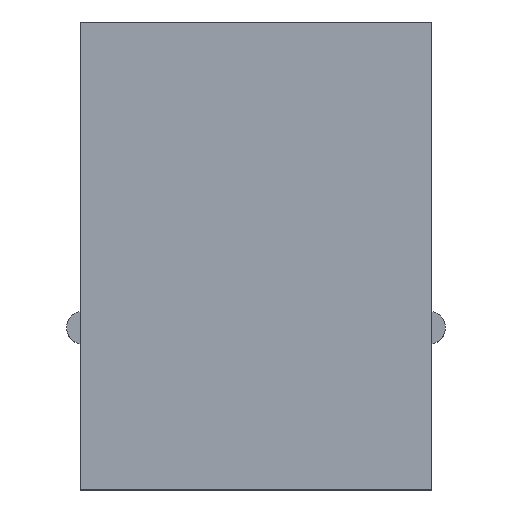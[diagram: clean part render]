
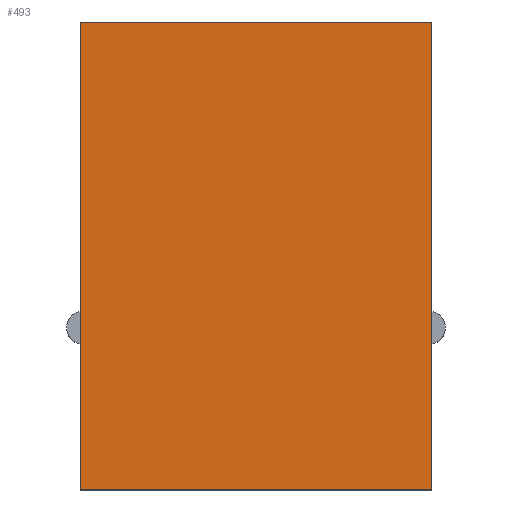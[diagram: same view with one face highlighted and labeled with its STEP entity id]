
A CAD part, top view. The second image highlights one B-rep face of the part: STEP entity #493.
In plain terms, the highlighted planar face has unit normal (0, 0, 1).
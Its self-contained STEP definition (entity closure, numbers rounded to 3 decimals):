
#179 = VERTEX_POINT('',#180);
#180 = CARTESIAN_POINT('',(-13.715,19.74,13.55));
#187 = PLANE('',#188);
#188 = AXIS2_PLACEMENT_3D('',#189,#190,#191);
#189 = CARTESIAN_POINT('',(-13.715,19.74,0.));
#190 = DIRECTION('',(0.,1.,0.));
#191 = DIRECTION('',(1.,0.,0.));
#199 = PLANE('',#200);
#200 = AXIS2_PLACEMENT_3D('',#201,#202,#203);
#201 = CARTESIAN_POINT('',(-13.715,-1.56,0.));
#202 = DIRECTION('',(-1.,0.,0.));
#203 = DIRECTION('',(0.,1.,0.));
#211 = EDGE_CURVE('',#179,#212,#214,.T.);
#212 = VERTEX_POINT('',#213);
#213 = CARTESIAN_POINT('',(2.285,19.74,13.55));
#214 = SURFACE_CURVE('',#215,(#219,#226),.PCURVE_S1.);
#215 = LINE('',#216,#217);
#216 = CARTESIAN_POINT('',(-13.715,19.74,13.55));
#217 = VECTOR('',#218,1.);
#218 = DIRECTION('',(1.,0.,0.));
#219 = PCURVE('',#187,#220);
#220 = DEFINITIONAL_REPRESENTATION('',(#221),#225);
#221 = LINE('',#222,#223);
#222 = CARTESIAN_POINT('',(0.,-13.55));
#223 = VECTOR('',#224,1.);
#224 = DIRECTION('',(1.,0.));
#225 = ( GEOMETRIC_REPRESENTATION_CONTEXT(2) 
PARAMETRIC_REPRESENTATION_CONTEXT() REPRESENTATION_CONTEXT('2D SPACE',''
  ) );
#226 = PCURVE('',#227,#232);
#227 = PLANE('',#228);
#228 = AXIS2_PLACEMENT_3D('',#229,#230,#231);
#229 = CARTESIAN_POINT('',(-5.715,9.09,13.55));
#230 = DIRECTION('',(0.,0.,-1.));
#231 = DIRECTION('',(0.,-1.,0.));
#232 = DEFINITIONAL_REPRESENTATION('',(#233),#237);
#233 = LINE('',#234,#235);
#234 = CARTESIAN_POINT('',(-10.65,8.));
#235 = VECTOR('',#236,1.);
#236 = DIRECTION('',(0.,-1.));
#237 = ( GEOMETRIC_REPRESENTATION_CONTEXT(2) 
PARAMETRIC_REPRESENTATION_CONTEXT() REPRESENTATION_CONTEXT('2D SPACE',''
  ) );
#255 = PLANE('',#256);
#256 = AXIS2_PLACEMENT_3D('',#257,#258,#259);
#257 = CARTESIAN_POINT('',(2.285,19.74,0.));
#258 = DIRECTION('',(1.,0.,-0.));
#259 = DIRECTION('',(0.,-1.,0.));
#297 = EDGE_CURVE('',#212,#298,#300,.T.);
#298 = VERTEX_POINT('',#299);
#299 = CARTESIAN_POINT('',(2.285,-1.56,13.55));
#300 = SURFACE_CURVE('',#301,(#305,#312),.PCURVE_S1.);
#301 = LINE('',#302,#303);
#302 = CARTESIAN_POINT('',(2.285,19.74,13.55));
#303 = VECTOR('',#304,1.);
#304 = DIRECTION('',(0.,-1.,0.));
#305 = PCURVE('',#255,#306);
#306 = DEFINITIONAL_REPRESENTATION('',(#307),#311);
#307 = LINE('',#308,#309);
#308 = CARTESIAN_POINT('',(0.,-13.55));
#309 = VECTOR('',#310,1.);
#310 = DIRECTION('',(1.,0.));
#311 = ( GEOMETRIC_REPRESENTATION_CONTEXT(2) 
PARAMETRIC_REPRESENTATION_CONTEXT() REPRESENTATION_CONTEXT('2D SPACE',''
  ) );
#312 = PCURVE('',#227,#313);
#313 = DEFINITIONAL_REPRESENTATION('',(#314),#318);
#314 = LINE('',#315,#316);
#315 = CARTESIAN_POINT('',(-10.65,-8.));
#316 = VECTOR('',#317,1.);
#317 = DIRECTION('',(1.,0.));
#318 = ( GEOMETRIC_REPRESENTATION_CONTEXT(2) 
PARAMETRIC_REPRESENTATION_CONTEXT() REPRESENTATION_CONTEXT('2D SPACE',''
  ) );
#336 = PLANE('',#337);
#337 = AXIS2_PLACEMENT_3D('',#338,#339,#340);
#338 = CARTESIAN_POINT('',(2.285,-1.56,0.));
#339 = DIRECTION('',(0.,-1.,0.));
#340 = DIRECTION('',(-1.,0.,0.));
#373 = EDGE_CURVE('',#298,#374,#376,.T.);
#374 = VERTEX_POINT('',#375);
#375 = CARTESIAN_POINT('',(-13.715,-1.56,13.55));
#376 = SURFACE_CURVE('',#377,(#381,#388),.PCURVE_S1.);
#377 = LINE('',#378,#379);
#378 = CARTESIAN_POINT('',(2.285,-1.56,13.55));
#379 = VECTOR('',#380,1.);
#380 = DIRECTION('',(-1.,0.,0.));
#381 = PCURVE('',#336,#382);
#382 = DEFINITIONAL_REPRESENTATION('',(#383),#387);
#383 = LINE('',#384,#385);
#384 = CARTESIAN_POINT('',(0.,-13.55));
#385 = VECTOR('',#386,1.);
#386 = DIRECTION('',(1.,0.));
#387 = ( GEOMETRIC_REPRESENTATION_CONTEXT(2) 
PARAMETRIC_REPRESENTATION_CONTEXT() REPRESENTATION_CONTEXT('2D SPACE',''
  ) );
#388 = PCURVE('',#227,#389);
#389 = DEFINITIONAL_REPRESENTATION('',(#390),#394);
#390 = LINE('',#391,#392);
#391 = CARTESIAN_POINT('',(10.65,-8.));
#392 = VECTOR('',#393,1.);
#393 = DIRECTION('',(0.,1.));
#394 = ( GEOMETRIC_REPRESENTATION_CONTEXT(2) 
PARAMETRIC_REPRESENTATION_CONTEXT() REPRESENTATION_CONTEXT('2D SPACE',''
  ) );
#444 = EDGE_CURVE('',#374,#179,#445,.T.);
#445 = SURFACE_CURVE('',#446,(#450,#457),.PCURVE_S1.);
#446 = LINE('',#447,#448);
#447 = CARTESIAN_POINT('',(-13.715,-1.56,13.55));
#448 = VECTOR('',#449,1.);
#449 = DIRECTION('',(0.,1.,0.));
#450 = PCURVE('',#199,#451);
#451 = DEFINITIONAL_REPRESENTATION('',(#452),#456);
#452 = LINE('',#453,#454);
#453 = CARTESIAN_POINT('',(0.,-13.55));
#454 = VECTOR('',#455,1.);
#455 = DIRECTION('',(1.,0.));
#456 = ( GEOMETRIC_REPRESENTATION_CONTEXT(2) 
PARAMETRIC_REPRESENTATION_CONTEXT() REPRESENTATION_CONTEXT('2D SPACE',''
  ) );
#457 = PCURVE('',#227,#458);
#458 = DEFINITIONAL_REPRESENTATION('',(#459),#463);
#459 = LINE('',#460,#461);
#460 = CARTESIAN_POINT('',(10.65,8.));
#461 = VECTOR('',#462,1.);
#462 = DIRECTION('',(-1.,0.));
#463 = ( GEOMETRIC_REPRESENTATION_CONTEXT(2) 
PARAMETRIC_REPRESENTATION_CONTEXT() REPRESENTATION_CONTEXT('2D SPACE',''
  ) );
#493 = ADVANCED_FACE('',(#494),#227,.F.);
#494 = FACE_BOUND('',#495,.F.);
#495 = EDGE_LOOP('',(#496,#497,#498,#499));
#496 = ORIENTED_EDGE('',*,*,#211,.T.);
#497 = ORIENTED_EDGE('',*,*,#297,.T.);
#498 = ORIENTED_EDGE('',*,*,#373,.T.);
#499 = ORIENTED_EDGE('',*,*,#444,.T.);
